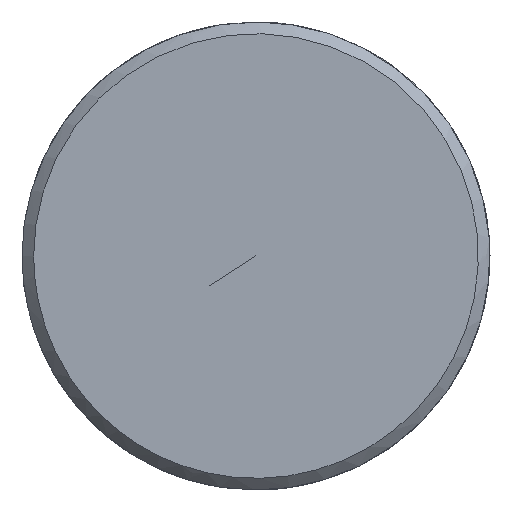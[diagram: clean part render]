
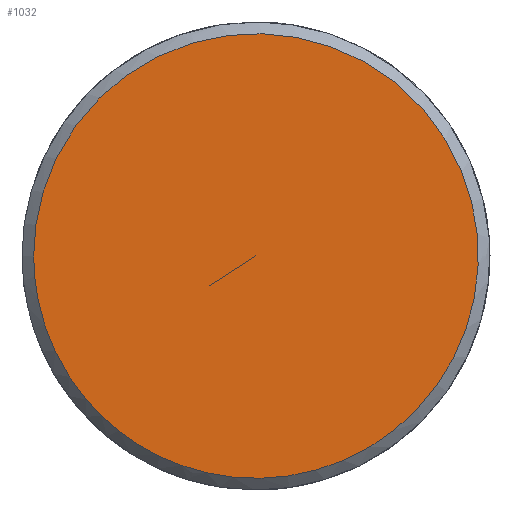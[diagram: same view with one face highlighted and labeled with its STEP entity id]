
A CAD part, left-side view. The second image highlights one B-rep face of the part: STEP entity #1032.
In plain terms, the highlighted free-form (B-spline) face has degree [5, 1] with [6, 2] control points.
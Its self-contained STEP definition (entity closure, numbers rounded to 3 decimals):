
#960 = CARTESIAN_POINT ('', (-76., 4.75, 0.));
#961 = VERTEX_POINT ('', #960);
#969 = CARTESIAN_POINT ('', (-76., 4.75, 0.));
#970 = CARTESIAN_POINT ('', (-76., 4.75, 19.));
#971 = CARTESIAN_POINT ('', (-76., -14.25, 9.5));
#972 = CARTESIAN_POINT ('', (-76., -14.25, -9.5));
#973 = CARTESIAN_POINT ('', (-76., 4.75, -19.));
#974 = CARTESIAN_POINT ('', (-76., 4.75, 0.));
#975 = (
   BOUNDED_CURVE ()
   B_SPLINE_CURVE (5, (#969, #970, #971, #972, #973, #974), .UNSPECIFIED., .T., .U.)
   B_SPLINE_CURVE_WITH_KNOTS ((6, 6), (0., 1.), .UNSPECIFIED.)
   CURVE ()
   GEOMETRIC_REPRESENTATION_ITEM ()
   RATIONAL_B_SPLINE_CURVE ((5., 1., 1., 1., 1., 5.))
   REPRESENTATION_ITEM ('')
);
#976 = EDGE_CURVE ('', #961, #961, #975, .T.);
#1008 = CARTESIAN_POINT ('', (-76., 0., 0.));
#1009 = VERTEX_POINT ('', #1008);
#1010 = CARTESIAN_POINT ('', (-76., 0., 0.));
#1011 = CARTESIAN_POINT ('', (-76., 4.75, 0.));
#1012 = B_SPLINE_CURVE_WITH_KNOTS ('', 1, (#1010, #1011), .UNSPECIFIED., .F., .U., (2, 2), (0., 1.), .UNSPECIFIED.);
#1013 = EDGE_CURVE ('', #1009, #961, #1012, .T.);
#1014 = ORIENTED_EDGE ('', *, *, #1013, .F.);
#1015 = ORIENTED_EDGE ('', *, *, #1013, .T.);
#1016 = ORIENTED_EDGE ('', *, *, #976, .F.);
#1017 = EDGE_LOOP ('', (#1014, #1015, #1016));
#1018 = FACE_OUTER_BOUND ('', #1017, .T.);
#1019 = CARTESIAN_POINT ('', (-76., 0., 0.));
#1020 = CARTESIAN_POINT ('', (-76., 4.75, 0.));
#1021 = CARTESIAN_POINT ('', (-76., 0., 0.));
#1022 = CARTESIAN_POINT ('', (-76., 4.75, 19.));
#1023 = CARTESIAN_POINT ('', (-76., 0., 0.));
#1024 = CARTESIAN_POINT ('', (-76., -14.25, 9.5));
#1025 = CARTESIAN_POINT ('', (-76., 0., 0.));
#1026 = CARTESIAN_POINT ('', (-76., -14.25, -9.5));
#1027 = CARTESIAN_POINT ('', (-76., 0., 0.));
#1028 = CARTESIAN_POINT ('', (-76., 4.75, -19.));
#1029 = CARTESIAN_POINT ('', (-76., 0., 0.));
#1030 = CARTESIAN_POINT ('', (-76., 4.75, 0.));
#1031 = (
   BOUNDED_SURFACE ()
   B_SPLINE_SURFACE (5, 1, ((#1019, #1020), (#1021, #1022), (#1023, #1024), (#1025, #1026), (#1027, #1028), (#1029, #1030)), .UNSPECIFIED., .T., .F., .U.)
   B_SPLINE_SURFACE_WITH_KNOTS ((6, 6), (2, 2), (0., 1.), (0., 1.), .UNSPECIFIED.)
   SURFACE ()
   GEOMETRIC_REPRESENTATION_ITEM ()
   RATIONAL_B_SPLINE_SURFACE (((5., 5.), (1., 1.), (1., 1.), (1., 1.), (1., 1.), (5., 5.)))
   REPRESENTATION_ITEM ('')
);
#1032 = ADVANCED_FACE ('', (#1018), #1031, .T.);
